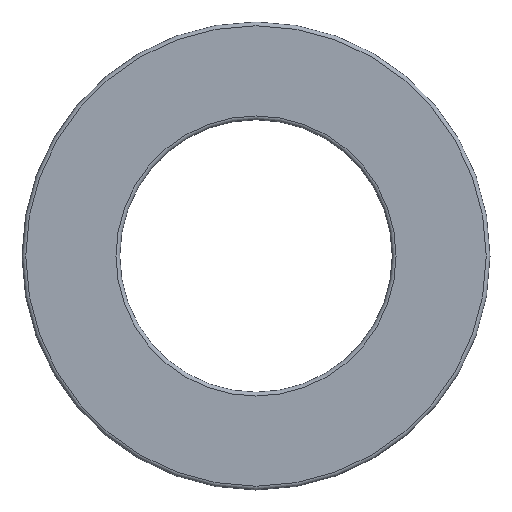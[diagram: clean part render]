
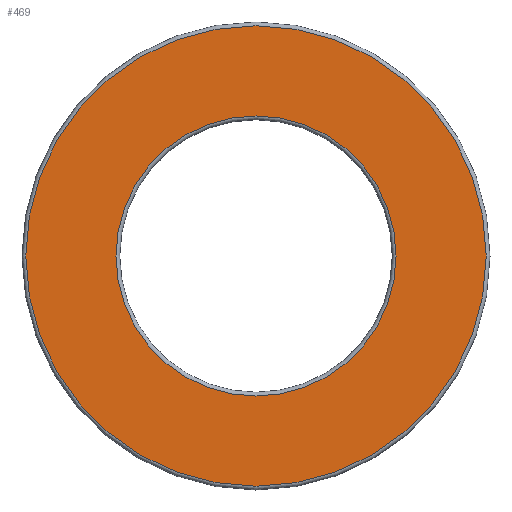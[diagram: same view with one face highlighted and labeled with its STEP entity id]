
A CAD part, left-side view. The second image highlights one B-rep face of the part: STEP entity #469.
In plain terms, the highlighted planar face has unit normal (-1, 0, 0).
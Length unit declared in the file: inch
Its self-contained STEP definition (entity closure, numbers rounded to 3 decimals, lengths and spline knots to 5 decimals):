
#35 = AXIS2_PLACEMENT_3D ( 'NONE', #1152, #1385, #1055 ) ;
#95 = VERTEX_POINT ( 'NONE', #929 ) ;
#196 = EDGE_CURVE ( 'NONE', #297, #297, #424, .T. ) ;
#297 = VERTEX_POINT ( 'NONE', #1454 ) ;
#369 = CARTESIAN_POINT ( 'NONE',  ( -0.3125, 0., 0. ) ) ;
#424 = CIRCLE ( 'NONE', #765, 0.73875 ) ;
#429 = DIRECTION ( 'NONE',  ( -1., 0., 0. ) ) ;
#469 = ADVANCED_FACE ( 'NONE', ( #1239, #575 ), #1276, .F. ) ;
#540 = AXIS2_PLACEMENT_3D ( 'NONE', #369, #940, #1376 ) ;
#541 = DIRECTION ( 'NONE',  ( 0., 0., 1. ) ) ;
#575 = FACE_OUTER_BOUND ( 'NONE', #1068, .T. ) ;
#765 = AXIS2_PLACEMENT_3D ( 'NONE', #895, #429, #541 ) ;
#895 = CARTESIAN_POINT ( 'NONE',  ( -0.3125, 0., 0. ) ) ;
#922 = ORIENTED_EDGE ( 'NONE', *, *, #196, .F. ) ;
#929 = CARTESIAN_POINT ( 'NONE',  ( -0.3125, 0., 1.21438 ) ) ;
#940 = DIRECTION ( 'NONE',  ( 1., 0., 0. ) ) ;
#1055 = DIRECTION ( 'NONE',  ( 0., 0., 1. ) ) ;
#1068 = EDGE_LOOP ( 'NONE', ( #1450 ) ) ;
#1152 = CARTESIAN_POINT ( 'NONE',  ( -0.3125, 0., 0. ) ) ;
#1232 = EDGE_LOOP ( 'NONE', ( #922 ) ) ;
#1239 = FACE_BOUND ( 'NONE', #1232, .T. ) ;
#1259 = CIRCLE ( 'NONE', #35, 1.21438 ) ;
#1276 = PLANE ( 'NONE',  #540 ) ;
#1376 = DIRECTION ( 'NONE',  ( 0., 0., -1. ) ) ;
#1385 = DIRECTION ( 'NONE',  ( -1., 0., 0. ) ) ;
#1450 = ORIENTED_EDGE ( 'NONE', *, *, #1460, .T. ) ;
#1454 = CARTESIAN_POINT ( 'NONE',  ( -0.3125, 0., 0.73875 ) ) ;
#1460 = EDGE_CURVE ( 'NONE', #95, #95, #1259, .T. ) ;
